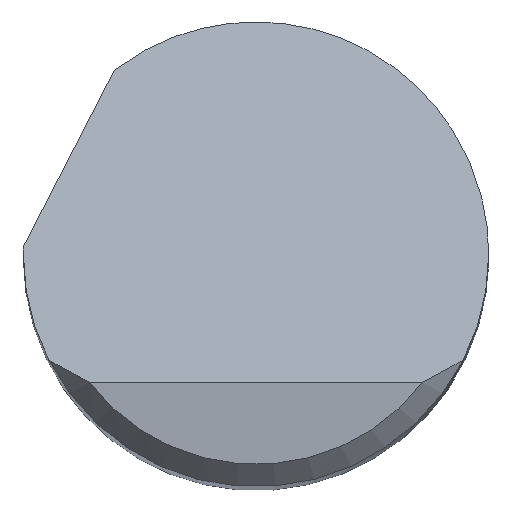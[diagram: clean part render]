
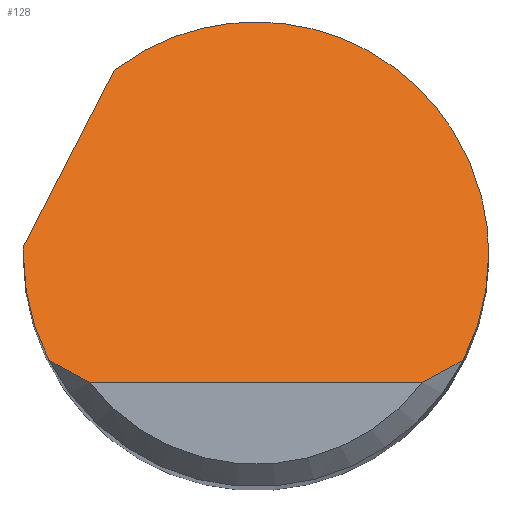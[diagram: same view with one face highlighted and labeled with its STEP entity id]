
A CAD part, top view. The second image highlights one B-rep face of the part: STEP entity #128.
In plain terms, the highlighted planar face has unit normal (0, 0.707, 0.707).
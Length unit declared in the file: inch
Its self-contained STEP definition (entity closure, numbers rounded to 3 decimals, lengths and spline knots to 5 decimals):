
#3 = DIRECTION ( 'NONE',  ( 0., -0.707, -0.707 ) ) ;
#4 = EDGE_CURVE ( 'NONE', #170, #605, #70, .T. ) ;
#7 = CARTESIAN_POINT ( 'NONE',  ( 0.13035, -0.07657, 1.99032 ) ) ;
#23 = CARTESIAN_POINT ( 'NONE',  ( 0.15625, 0., 1.91375 ) ) ;
#24 = ORIENTED_EDGE ( 'NONE', *, *, #282, .F. ) ;
#46 = CARTESIAN_POINT ( 'NONE',  ( -0.15625, 0., 1.91375 ) ) ;
#56 = VERTEX_POINT ( 'NONE', #541 ) ;
#70 = B_SPLINE_CURVE_WITH_KNOTS ( 'NONE', 3,
 ( #248, #594, #97, #85 ),
 .UNSPECIFIED., .F., .F.,
 ( 4, 4 ),
 ( 0., 0.00088 ),
 .UNSPECIFIED. ) ;
#75 = LINE ( 'NONE', #619, #683 ) ;
#79 = VECTOR ( 'NONE', #519, 39.37008 ) ;
#85 = CARTESIAN_POINT ( 'NONE',  ( -0.11186, -0.08625, 2. ) ) ;
#97 = CARTESIAN_POINT ( 'NONE',  ( -0.12131, -0.0816, 1.99535 ) ) ;
#104 = CARTESIAN_POINT ( 'NONE',  ( -0.15622, 0.00333, 1.91042 ) ) ;
#116 = CARTESIAN_POINT ( 'NONE',  ( 0., -0.08625, 2. ) ) ;
#128 = ADVANCED_FACE ( 'NONE', ( #385 ), #441, .F. ) ;
#170 = VERTEX_POINT ( 'NONE', #553 ) ;
#175 = CARTESIAN_POINT ( 'NONE',  ( -0.11186, -0.08625, 2. ) ) ;
#181 = VERTEX_POINT ( 'NONE', #46 ) ;
#197 = CARTESIAN_POINT ( 'NONE',  ( -0.15625, -0.02489, 1.93864 ) ) ;
#202 =( BOUNDED_CURVE ( )  B_SPLINE_CURVE ( 3, ( #218, #436, #551, #208 ),
 .UNSPECIFIED., .F., .F. ) 
 B_SPLINE_CURVE_WITH_KNOTS ( ( 4, 4 ),
 ( 1.5708, 2.04429 ),
 .UNSPECIFIED. ) 
 CURVE ( )  GEOMETRIC_REPRESENTATION_ITEM ( )  RATIONAL_B_SPLINE_CURVE ( ( 1., 0.981, 0.981, 1. ) ) 
 REPRESENTATION_ITEM ( '' )  );
#208 = CARTESIAN_POINT ( 'NONE',  ( 0.13906, -0.07125, 1.985 ) ) ;
#209 = VERTEX_POINT ( 'NONE', #705 ) ;
#210 = EDGE_CURVE ( 'NONE', #587, #225, #679, .T. ) ;
#218 = CARTESIAN_POINT ( 'NONE',  ( 0.15625, 0., 1.91375 ) ) ;
#222 =( BOUNDED_CURVE ( )  B_SPLINE_CURVE ( 3, ( #483, #685, #197, #246 ),
 .UNSPECIFIED., .F., .F. ) 
 B_SPLINE_CURVE_WITH_KNOTS ( ( 4, 4 ),
 ( 4.23889, 4.71239 ),
 .UNSPECIFIED. ) 
 CURVE ( )  GEOMETRIC_REPRESENTATION_ITEM ( )  RATIONAL_B_SPLINE_CURVE ( ( 1., 0.981, 0.981, 1. ) ) 
 REPRESENTATION_ITEM ( '' )  );
#225 = VERTEX_POINT ( 'NONE', #23 ) ;
#230 = DIRECTION ( 'NONE',  ( 0.341, 0.665, -0.665 ) ) ;
#237 = CARTESIAN_POINT ( 'NONE',  ( 0.11186, -0.08625, 2. ) ) ;
#246 = CARTESIAN_POINT ( 'NONE',  ( -0.15625, 0., 1.91375 ) ) ;
#248 = CARTESIAN_POINT ( 'NONE',  ( -0.13906, -0.07125, 1.985 ) ) ;
#255 = EDGE_CURVE ( 'NONE', #56, #209, #423, .T. ) ;
#265 = CARTESIAN_POINT ( 'NONE',  ( -0.15625, 0.00167, 1.91208 ) ) ;
#267 = ORIENTED_EDGE ( 'NONE', *, *, #255, .T. ) ;
#282 = EDGE_CURVE ( 'NONE', #652, #587, #75, .T. ) ;
#285 = CARTESIAN_POINT ( 'NONE',  ( -0.09521, 0.12389, 1.78986 ) ) ;
#291 = CARTESIAN_POINT ( 'NONE',  ( 0.15625, 0., 1.91375 ) ) ;
#294 = CARTESIAN_POINT ( 'NONE',  ( 0.02277, 0.21456, 1.69919 ) ) ;
#299 = CARTESIAN_POINT ( 'NONE',  ( 0.12131, -0.0816, 1.99535 ) ) ;
#331 = ORIENTED_EDGE ( 'NONE', *, *, #459, .F. ) ;
#340 = CARTESIAN_POINT ( 'NONE',  ( -0.15617, 0.005, 1.90875 ) ) ;
#343 = AXIS2_PLACEMENT_3D ( 'NONE', #657, #3, #562 ) ;
#350 =( BOUNDED_CURVE ( )  B_SPLINE_CURVE ( 3, ( #433, #265, #104, #440 ),
 .UNSPECIFIED., .F., .F. ) 
 B_SPLINE_CURVE_WITH_KNOTS ( ( 4, 4 ),
 ( 4.71239, 4.74439 ),
 .UNSPECIFIED. ) 
 CURVE ( )  GEOMETRIC_REPRESENTATION_ITEM ( )  RATIONAL_B_SPLINE_CURVE ( ( 1., 1., 1., 1. ) ) 
 REPRESENTATION_ITEM ( '' )  );
#385 = FACE_OUTER_BOUND ( 'NONE', #663, .T. ) ;
#423 = B_SPLINE_CURVE_WITH_KNOTS ( 'NONE', 3,
 ( #237, #299, #7, #661 ),
 .UNSPECIFIED., .F., .F.,
 ( 4, 4 ),
 ( 0., 0.00088 ),
 .UNSPECIFIED. ) ;
#433 = CARTESIAN_POINT ( 'NONE',  ( -0.15625, 0., 1.91375 ) ) ;
#436 = CARTESIAN_POINT ( 'NONE',  ( 0.15625, -0.02489, 1.93864 ) ) ;
#440 = CARTESIAN_POINT ( 'NONE',  ( -0.15617, 0.005, 1.90875 ) ) ;
#441 = PLANE ( 'NONE',  #343 ) ;
#459 = EDGE_CURVE ( 'NONE', #225, #209, #202, .T. ) ;
#462 = ORIENTED_EDGE ( 'NONE', *, *, #210, .F. ) ;
#483 = CARTESIAN_POINT ( 'NONE',  ( -0.13906, -0.07125, 1.985 ) ) ;
#512 = EDGE_CURVE ( 'NONE', #181, #652, #350, .T. ) ;
#514 = ORIENTED_EDGE ( 'NONE', *, *, #4, .T. ) ;
#519 = DIRECTION ( 'NONE',  ( 1., 0., 0. ) ) ;
#531 = CARTESIAN_POINT ( 'NONE',  ( -0.09521, 0.12389, 1.78986 ) ) ;
#532 = ORIENTED_EDGE ( 'NONE', *, *, #667, .F. ) ;
#541 = CARTESIAN_POINT ( 'NONE',  ( 0.11186, -0.08625, 2. ) ) ;
#551 = CARTESIAN_POINT ( 'NONE',  ( 0.15041, -0.04909, 1.96284 ) ) ;
#553 = CARTESIAN_POINT ( 'NONE',  ( -0.13906, -0.07125, 1.985 ) ) ;
#562 = DIRECTION ( 'NONE',  ( 0., 0.707, -0.707 ) ) ;
#567 = LINE ( 'NONE', #116, #79 ) ;
#576 = CARTESIAN_POINT ( 'NONE',  ( 0.15625, 0.1488, 1.76495 ) ) ;
#587 = VERTEX_POINT ( 'NONE', #285 ) ;
#594 = CARTESIAN_POINT ( 'NONE',  ( -0.13035, -0.07657, 1.99032 ) ) ;
#595 = EDGE_CURVE ( 'NONE', #605, #56, #567, .T. ) ;
#605 = VERTEX_POINT ( 'NONE', #175 ) ;
#611 = ORIENTED_EDGE ( 'NONE', *, *, #512, .F. ) ;
#619 = CARTESIAN_POINT ( 'NONE',  ( -0.19753, -0.07567, 1.98942 ) ) ;
#639 = ORIENTED_EDGE ( 'NONE', *, *, #595, .T. ) ;
#652 = VERTEX_POINT ( 'NONE', #340 ) ;
#657 = CARTESIAN_POINT ( 'NONE',  ( -0.15625, -0.08625, 2. ) ) ;
#661 = CARTESIAN_POINT ( 'NONE',  ( 0.13906, -0.07125, 1.985 ) ) ;
#663 = EDGE_LOOP ( 'NONE', ( #639, #267, #331, #462, #24, #611, #532, #514 ) ) ;
#667 = EDGE_CURVE ( 'NONE', #170, #181, #222, .T. ) ;
#679 =( BOUNDED_CURVE ( )  B_SPLINE_CURVE ( 3, ( #531, #294, #576, #291 ),
 .UNSPECIFIED., .F., .F. ) 
 B_SPLINE_CURVE_WITH_KNOTS ( ( 4, 4 ),
 ( 5.62792, 7.85398 ),
 .UNSPECIFIED. ) 
 CURVE ( )  GEOMETRIC_REPRESENTATION_ITEM ( )  RATIONAL_B_SPLINE_CURVE ( ( 1., 0.628, 0.628, 1. ) ) 
 REPRESENTATION_ITEM ( '' )  );
#683 = VECTOR ( 'NONE', #230, 39.37008 ) ;
#685 = CARTESIAN_POINT ( 'NONE',  ( -0.15041, -0.04909, 1.96284 ) ) ;
#705 = CARTESIAN_POINT ( 'NONE',  ( 0.13906, -0.07125, 1.985 ) ) ;
